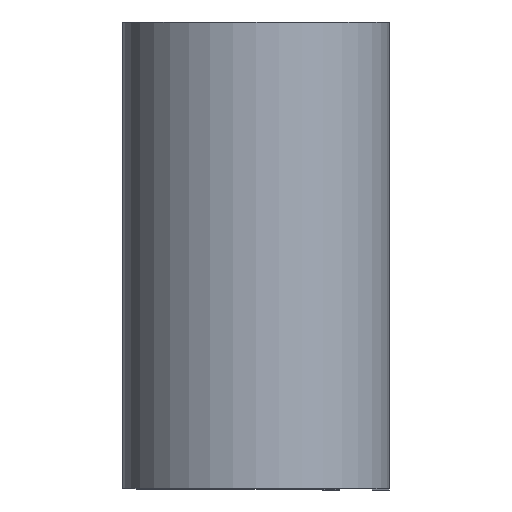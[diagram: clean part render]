
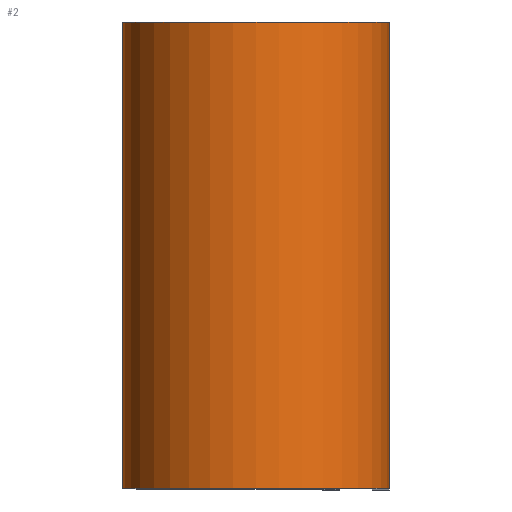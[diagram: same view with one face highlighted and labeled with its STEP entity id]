
A CAD part, top view. The second image highlights one B-rep face of the part: STEP entity #2.
In plain terms, the highlighted cylindrical face has radius 6.363 mm (diameter 12.725 mm), a partial arc.
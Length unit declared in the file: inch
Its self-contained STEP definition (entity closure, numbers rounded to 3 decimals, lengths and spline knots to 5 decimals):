
#2 = ADVANCED_FACE ( 'NONE', ( #57 ), #212, .T. ) ;
#7 = LINE ( 'NONE', #505, #566 ) ;
#18 = VERTEX_POINT ( 'NONE', #707 ) ;
#53 = CIRCLE ( 'NONE', #365, 0.2505 ) ;
#57 = FACE_OUTER_BOUND ( 'NONE', #206, .T. ) ;
#60 = EDGE_CURVE ( 'NONE', #479, #478, #53, .T. ) ;
#89 = DIRECTION ( 'NONE',  ( 0., -1., 0. ) ) ;
#97 = AXIS2_PLACEMENT_3D ( 'NONE', #637, #234, #696 ) ;
#99 = ORIENTED_EDGE ( 'NONE', *, *, #440, .F. ) ;
#122 = ORIENTED_EDGE ( 'NONE', *, *, #60, .T. ) ;
#164 = CARTESIAN_POINT ( 'NONE',  ( 0.2505, 0.4375, 0.437 ) ) ;
#173 = DIRECTION ( 'NONE',  ( 0., 0., -1. ) ) ;
#206 = EDGE_LOOP ( 'NONE', ( #122, #636, #99, #619 ) ) ;
#212 = CYLINDRICAL_SURFACE ( 'NONE', #269, 0.2505 ) ;
#234 = DIRECTION ( 'NONE',  ( 0., 1., 0. ) ) ;
#269 = AXIS2_PLACEMENT_3D ( 'NONE', #642, #697, #173 ) ;
#292 = EDGE_CURVE ( 'NONE', #732, #478, #400, .T. ) ;
#365 = AXIS2_PLACEMENT_3D ( 'NONE', #397, #843, #467 ) ;
#387 = CIRCLE ( 'NONE', #97, 0.2505 ) ;
#397 = CARTESIAN_POINT ( 'NONE',  ( 0., -0.4375, 0.437 ) ) ;
#400 = LINE ( 'NONE', #747, #717 ) ;
#440 = EDGE_CURVE ( 'NONE', #18, #732, #387, .T. ) ;
#444 = CARTESIAN_POINT ( 'NONE',  ( 0.2505, -0.4375, 0.437 ) ) ;
#467 = DIRECTION ( 'NONE',  ( 1., 0., 0. ) ) ;
#478 = VERTEX_POINT ( 'NONE', #444 ) ;
#479 = VERTEX_POINT ( 'NONE', #516 ) ;
#505 = CARTESIAN_POINT ( 'NONE',  ( -0.2505, 0.4375, 0.437 ) ) ;
#516 = CARTESIAN_POINT ( 'NONE',  ( -0.2505, -0.4375, 0.437 ) ) ;
#566 = VECTOR ( 'NONE', #89, 39.37008 ) ;
#619 = ORIENTED_EDGE ( 'NONE', *, *, #655, .T. ) ;
#636 = ORIENTED_EDGE ( 'NONE', *, *, #292, .F. ) ;
#637 = CARTESIAN_POINT ( 'NONE',  ( 0., 0.4375, 0.437 ) ) ;
#642 = CARTESIAN_POINT ( 'NONE',  ( 0., 0.4375, 0.437 ) ) ;
#655 = EDGE_CURVE ( 'NONE', #18, #479, #7, .T. ) ;
#696 = DIRECTION ( 'NONE',  ( 1., 0., 0. ) ) ;
#697 = DIRECTION ( 'NONE',  ( 0., -1., 0. ) ) ;
#707 = CARTESIAN_POINT ( 'NONE',  ( -0.2505, 0.4375, 0.437 ) ) ;
#717 = VECTOR ( 'NONE', #743, 39.37008 ) ;
#732 = VERTEX_POINT ( 'NONE', #164 ) ;
#743 = DIRECTION ( 'NONE',  ( 0., -1., 0. ) ) ;
#747 = CARTESIAN_POINT ( 'NONE',  ( 0.2505, 0.4375, 0.437 ) ) ;
#843 = DIRECTION ( 'NONE',  ( 0., 1., 0. ) ) ;
